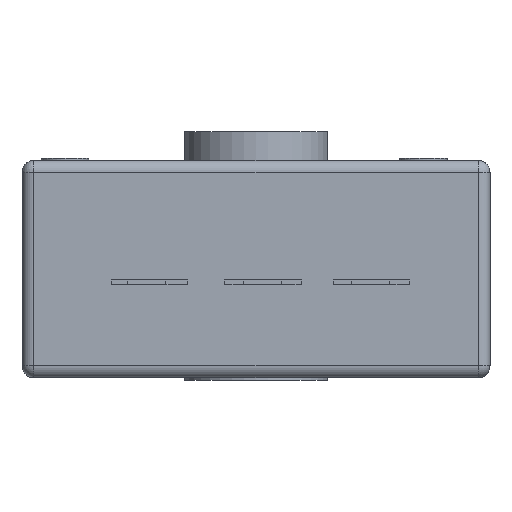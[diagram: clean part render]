
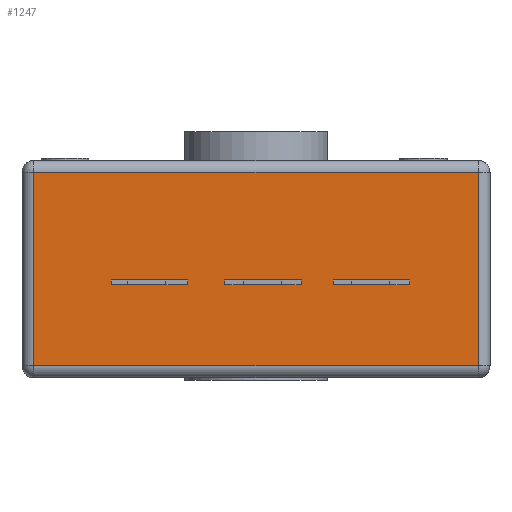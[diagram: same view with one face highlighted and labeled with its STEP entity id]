
A CAD part, front view. The second image highlights one B-rep face of the part: STEP entity #1247.
In plain terms, the highlighted planar face has unit normal (0, -1, 0).
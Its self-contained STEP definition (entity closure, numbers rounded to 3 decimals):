
#46=FACE_BOUND('',#233,.T.);
#47=FACE_BOUND('',#234,.T.);
#48=FACE_BOUND('',#235,.T.);
#152=FACE_OUTER_BOUND('',#232,.T.);
#232=EDGE_LOOP('',(#971,#972,#973,#974));
#233=EDGE_LOOP('',(#975,#976,#977,#978));
#234=EDGE_LOOP('',(#979,#980,#981,#982));
#235=EDGE_LOOP('',(#983,#984,#985,#986));
#309=LINE('',#2040,#441);
#310=LINE('',#2047,#442);
#311=LINE('',#2053,#443);
#313=LINE('',#2061,#445);
#321=LINE('',#2079,#453);
#322=LINE('',#2081,#454);
#323=LINE('',#2083,#455);
#324=LINE('',#2084,#456);
#325=LINE('',#2087,#457);
#326=LINE('',#2089,#458);
#327=LINE('',#2091,#459);
#328=LINE('',#2092,#460);
#329=LINE('',#2095,#461);
#330=LINE('',#2097,#462);
#331=LINE('',#2099,#463);
#332=LINE('',#2100,#464);
#441=VECTOR('',#1532,10.);
#442=VECTOR('',#1543,10.);
#443=VECTOR('',#1552,10.);
#445=VECTOR('',#1564,10.);
#453=VECTOR('',#1576,10.);
#454=VECTOR('',#1577,10.);
#455=VECTOR('',#1578,10.);
#456=VECTOR('',#1579,10.);
#457=VECTOR('',#1580,10.);
#458=VECTOR('',#1581,10.);
#459=VECTOR('',#1582,10.);
#460=VECTOR('',#1583,10.);
#461=VECTOR('',#1584,10.);
#462=VECTOR('',#1585,10.);
#463=VECTOR('',#1586,10.);
#464=VECTOR('',#1587,10.);
#580=VERTEX_POINT('',#2033);
#581=VERTEX_POINT('',#2038);
#582=VERTEX_POINT('',#2045);
#583=VERTEX_POINT('',#2051);
#591=VERTEX_POINT('',#2077);
#592=VERTEX_POINT('',#2078);
#593=VERTEX_POINT('',#2080);
#594=VERTEX_POINT('',#2082);
#595=VERTEX_POINT('',#2085);
#596=VERTEX_POINT('',#2086);
#597=VERTEX_POINT('',#2088);
#598=VERTEX_POINT('',#2090);
#599=VERTEX_POINT('',#2093);
#600=VERTEX_POINT('',#2094);
#601=VERTEX_POINT('',#2096);
#602=VERTEX_POINT('',#2098);
#712=EDGE_CURVE('',#581,#580,#309,.T.);
#715=EDGE_CURVE('',#582,#581,#310,.T.);
#718=EDGE_CURVE('',#583,#582,#311,.T.);
#722=EDGE_CURVE('',#580,#583,#313,.T.);
#730=EDGE_CURVE('',#591,#592,#321,.T.);
#731=EDGE_CURVE('',#592,#593,#322,.T.);
#732=EDGE_CURVE('',#593,#594,#323,.T.);
#733=EDGE_CURVE('',#594,#591,#324,.T.);
#734=EDGE_CURVE('',#595,#596,#325,.T.);
#735=EDGE_CURVE('',#596,#597,#326,.T.);
#736=EDGE_CURVE('',#597,#598,#327,.T.);
#737=EDGE_CURVE('',#598,#595,#328,.T.);
#738=EDGE_CURVE('',#599,#600,#329,.T.);
#739=EDGE_CURVE('',#600,#601,#330,.T.);
#740=EDGE_CURVE('',#601,#602,#331,.T.);
#741=EDGE_CURVE('',#602,#599,#332,.T.);
#971=ORIENTED_EDGE('',*,*,#722,.F.);
#972=ORIENTED_EDGE('',*,*,#712,.F.);
#973=ORIENTED_EDGE('',*,*,#715,.F.);
#974=ORIENTED_EDGE('',*,*,#718,.F.);
#975=ORIENTED_EDGE('',*,*,#730,.T.);
#976=ORIENTED_EDGE('',*,*,#731,.T.);
#977=ORIENTED_EDGE('',*,*,#732,.T.);
#978=ORIENTED_EDGE('',*,*,#733,.T.);
#979=ORIENTED_EDGE('',*,*,#734,.T.);
#980=ORIENTED_EDGE('',*,*,#735,.T.);
#981=ORIENTED_EDGE('',*,*,#736,.T.);
#982=ORIENTED_EDGE('',*,*,#737,.T.);
#983=ORIENTED_EDGE('',*,*,#738,.T.);
#984=ORIENTED_EDGE('',*,*,#739,.T.);
#985=ORIENTED_EDGE('',*,*,#740,.T.);
#986=ORIENTED_EDGE('',*,*,#741,.T.);
#1176=PLANE('',#1362);
#1247=ADVANCED_FACE('',(#152,#46,#47,#48),#1176,.T.);
#1362=AXIS2_PLACEMENT_3D('',#2076,#1574,#1575);
#1532=DIRECTION('',(0.,0.,-1.));
#1543=DIRECTION('',(1.,0.,0.));
#1552=DIRECTION('',(0.,0.,1.));
#1564=DIRECTION('',(-1.,0.,0.));
#1574=DIRECTION('center_axis',(0.,-1.,0.));
#1575=DIRECTION('ref_axis',(1.,0.,0.));
#1576=DIRECTION('',(0.,0.,1.));
#1577=DIRECTION('',(1.,0.,0.));
#1578=DIRECTION('',(0.,0.,-1.));
#1579=DIRECTION('',(-1.,0.,0.));
#1580=DIRECTION('',(0.,0.,1.));
#1581=DIRECTION('',(1.,0.,0.));
#1582=DIRECTION('',(0.,0.,-1.));
#1583=DIRECTION('',(-1.,0.,0.));
#1584=DIRECTION('',(0.,0.,1.));
#1585=DIRECTION('',(1.,0.,0.));
#1586=DIRECTION('',(0.,0.,-1.));
#1587=DIRECTION('',(-1.,0.,0.));
#2033=CARTESIAN_POINT('',(4.65,-7.004,0.3));
#2038=CARTESIAN_POINT('',(4.65,-7.004,4.35));
#2040=CARTESIAN_POINT('',(4.65,-7.004,0.));
#2045=CARTESIAN_POINT('',(-4.65,-7.004,4.35));
#2047=CARTESIAN_POINT('',(-2.45,-7.004,4.35));
#2051=CARTESIAN_POINT('',(-4.65,-7.004,0.3));
#2053=CARTESIAN_POINT('',(-4.65,-7.004,0.));
#2061=CARTESIAN_POINT('',(-2.45,-7.004,0.3));
#2076=CARTESIAN_POINT('Origin',(-4.9,-7.004,0.));
#2077=CARTESIAN_POINT('',(-3.029,-7.004,2.));
#2078=CARTESIAN_POINT('',(-3.029,-7.004,2.1));
#2079=CARTESIAN_POINT('',(-3.029,-7.004,1.));
#2080=CARTESIAN_POINT('',(-1.429,-7.004,2.1));
#2081=CARTESIAN_POINT('',(-3.564,-7.004,2.1));
#2082=CARTESIAN_POINT('',(-1.429,-7.004,2.));
#2083=CARTESIAN_POINT('',(-1.429,-7.004,1.));
#2084=CARTESIAN_POINT('',(-3.564,-7.004,2.));
#2085=CARTESIAN_POINT('',(-0.655,-7.004,2.));
#2086=CARTESIAN_POINT('',(-0.655,-7.004,2.1));
#2087=CARTESIAN_POINT('',(-0.655,-7.004,1.));
#2088=CARTESIAN_POINT('',(0.945,-7.004,2.1));
#2089=CARTESIAN_POINT('',(-2.377,-7.004,2.1));
#2090=CARTESIAN_POINT('',(0.945,-7.004,2.));
#2091=CARTESIAN_POINT('',(0.945,-7.004,1.));
#2092=CARTESIAN_POINT('',(-2.377,-7.004,2.));
#2093=CARTESIAN_POINT('',(1.615,-7.004,2.));
#2094=CARTESIAN_POINT('',(1.615,-7.004,2.1));
#2095=CARTESIAN_POINT('',(1.615,-7.004,1.));
#2096=CARTESIAN_POINT('',(3.215,-7.004,2.1));
#2097=CARTESIAN_POINT('',(-1.242,-7.004,2.1));
#2098=CARTESIAN_POINT('',(3.215,-7.004,2.));
#2099=CARTESIAN_POINT('',(3.215,-7.004,1.));
#2100=CARTESIAN_POINT('',(-1.242,-7.004,2.));
